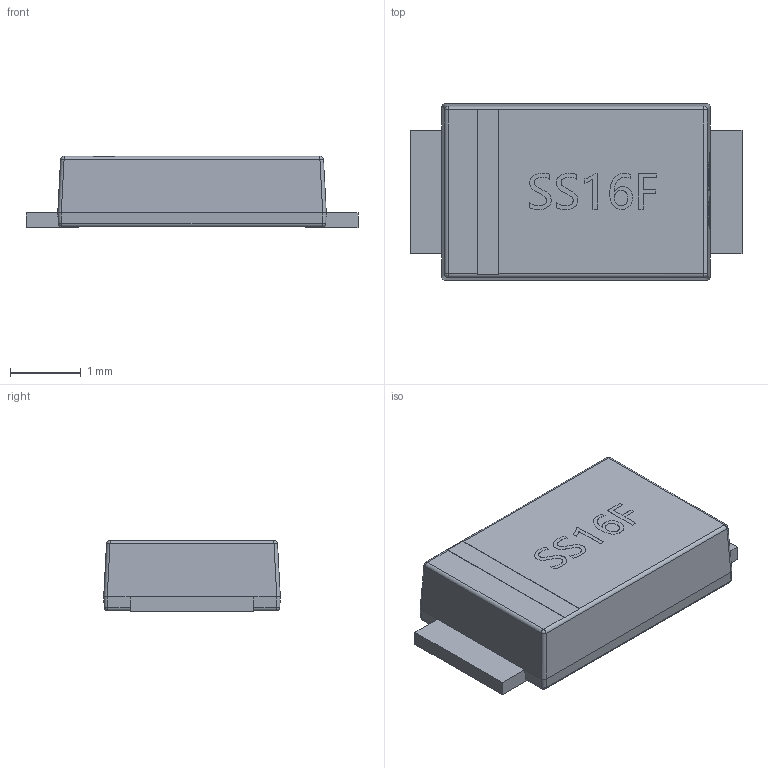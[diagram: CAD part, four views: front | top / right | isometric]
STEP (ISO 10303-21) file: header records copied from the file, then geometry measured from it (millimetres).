
FILE_DESCRIPTION (( 'STEP AP214' ), '1' );
FILE_NAME ('SMAF_L3.8-W2.5-LS4.7-RD.step', '2022-07-15T04:42:45', ( '' ), ( '' ), 'SwSTEP 2.0', 'SolidWorks 2020', '' );
FILE_SCHEMA (( 'AUTOMOTIVE_DESIGN' ));
Length unit declared in the file: millimetre
Products named in the file (1): SMAF_L3.8-W2.5-LS4.7-RD
Bounding box: 4.7 x 2.5 x 1.01 mm (x, y, z)
Volume: 9.6 mm3; surface area: 34.2 mm2
Topology: 14 solids, 14 shells, 409 faces, 1068 edges, 700 vertices
Faces by surface type: plane 233, bspline 150, cylinder 18, sphere 8
Entity records: 20328 total; most frequent: CARTESIAN_POINT 6636, ORIENTED_EDGE 2136, DIRECTION 1312, EDGE_CURVE 1068, LINE 728, VECTOR 728, VERTEX_POINT 700, EDGE_LOOP 434
